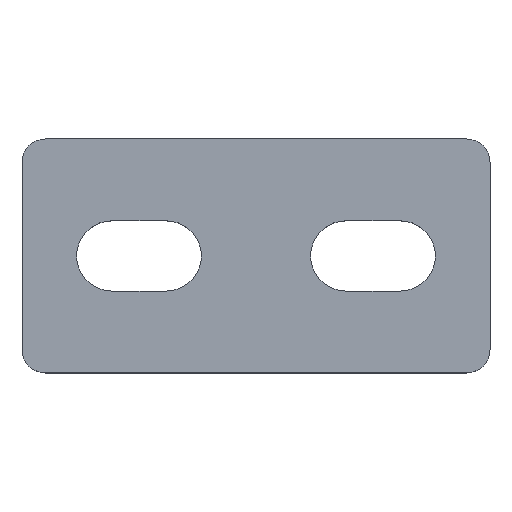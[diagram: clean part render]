
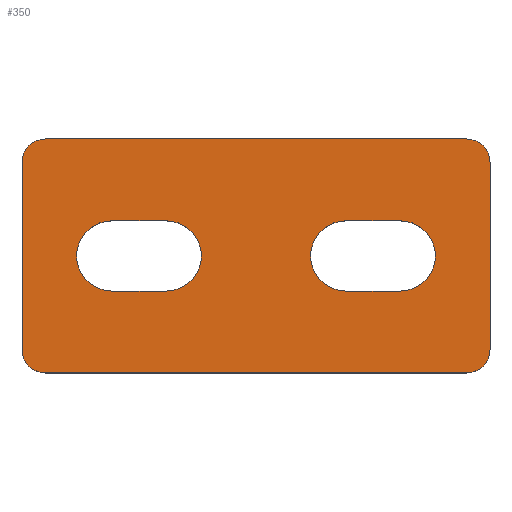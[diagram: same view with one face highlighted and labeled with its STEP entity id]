
A CAD part, top view. The second image highlights one B-rep face of the part: STEP entity #350.
In plain terms, the highlighted planar face has unit normal (0, 0, 1).
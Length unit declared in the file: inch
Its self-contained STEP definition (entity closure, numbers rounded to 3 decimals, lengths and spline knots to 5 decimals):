
#17=FACE_BOUND('',#67,.T.);
#18=FACE_BOUND('',#68,.T.);
#28=PLANE('',#406);
#46=FACE_OUTER_BOUND('',#66,.T.);
#66=EDGE_LOOP('',(#309,#310,#311,#312,#313,#314,#315,#316));
#67=EDGE_LOOP('',(#317,#318,#319,#320));
#68=EDGE_LOOP('',(#321,#322,#323,#324));
#73=LINE('',#524,#105);
#83=LINE('',#561,#115);
#89=LINE('',#579,#121);
#92=LINE('',#586,#124);
#95=LINE('',#595,#127);
#98=LINE('',#602,#130);
#99=LINE('',#604,#131);
#100=LINE('',#606,#132);
#105=VECTOR('',#421,2.12598);
#115=VECTOR('',#453,2.12598);
#121=VECTOR('',#473,0.27559);
#124=VECTOR('',#482,0.27559);
#127=VECTOR('',#491,0.27559);
#130=VECTOR('',#500,0.27559);
#131=VECTOR('',#503,0.94488);
#132=VECTOR('',#506,0.94488);
#133=CIRCLE('',#374,0.11811);
#142=CIRCLE('',#386,0.11811);
#143=CIRCLE('',#389,0.11811);
#144=CIRCLE('',#391,0.11811);
#145=CIRCLE('',#393,0.17717);
#146=CIRCLE('',#396,0.17717);
#147=CIRCLE('',#399,0.17717);
#148=CIRCLE('',#402,0.17717);
#149=VERTEX_POINT('',#511);
#150=VERTEX_POINT('',#512);
#154=VERTEX_POINT('',#522);
#168=VERTEX_POINT('',#554);
#169=VERTEX_POINT('',#555);
#170=VERTEX_POINT('',#560);
#171=VERTEX_POINT('',#564);
#172=VERTEX_POINT('',#568);
#173=VERTEX_POINT('',#572);
#174=VERTEX_POINT('',#573);
#175=VERTEX_POINT('',#578);
#176=VERTEX_POINT('',#582);
#177=VERTEX_POINT('',#588);
#178=VERTEX_POINT('',#589);
#179=VERTEX_POINT('',#594);
#180=VERTEX_POINT('',#598);
#181=EDGE_CURVE('',#149,#150,#133,.T.);
#187=EDGE_CURVE('',#154,#149,#73,.T.);
#202=EDGE_CURVE('',#168,#169,#142,.T.);
#205=EDGE_CURVE('',#169,#170,#83,.T.);
#207=EDGE_CURVE('',#170,#171,#143,.T.);
#209=EDGE_CURVE('',#172,#154,#144,.T.);
#211=EDGE_CURVE('',#173,#174,#145,.T.);
#214=EDGE_CURVE('',#174,#175,#89,.T.);
#216=EDGE_CURVE('',#175,#176,#146,.T.);
#218=EDGE_CURVE('',#176,#173,#92,.T.);
#219=EDGE_CURVE('',#177,#178,#147,.T.);
#222=EDGE_CURVE('',#178,#179,#95,.T.);
#224=EDGE_CURVE('',#179,#180,#148,.T.);
#226=EDGE_CURVE('',#180,#177,#98,.T.);
#227=EDGE_CURVE('',#171,#172,#99,.T.);
#228=EDGE_CURVE('',#150,#168,#100,.T.);
#309=ORIENTED_EDGE('',*,*,#181,.F.);
#310=ORIENTED_EDGE('',*,*,#187,.F.);
#311=ORIENTED_EDGE('',*,*,#209,.F.);
#312=ORIENTED_EDGE('',*,*,#227,.F.);
#313=ORIENTED_EDGE('',*,*,#207,.F.);
#314=ORIENTED_EDGE('',*,*,#205,.F.);
#315=ORIENTED_EDGE('',*,*,#202,.F.);
#316=ORIENTED_EDGE('',*,*,#228,.F.);
#317=ORIENTED_EDGE('',*,*,#211,.T.);
#318=ORIENTED_EDGE('',*,*,#214,.T.);
#319=ORIENTED_EDGE('',*,*,#216,.T.);
#320=ORIENTED_EDGE('',*,*,#218,.T.);
#321=ORIENTED_EDGE('',*,*,#219,.T.);
#322=ORIENTED_EDGE('',*,*,#222,.T.);
#323=ORIENTED_EDGE('',*,*,#224,.T.);
#324=ORIENTED_EDGE('',*,*,#226,.T.);
#350=ADVANCED_FACE('',(#46,#17,#18),#28,.T.);
#374=AXIS2_PLACEMENT_3D('',#513,#411,#412);
#386=AXIS2_PLACEMENT_3D('',#556,#447,#448);
#389=AXIS2_PLACEMENT_3D('',#565,#457,#458);
#391=AXIS2_PLACEMENT_3D('',#569,#462,#463);
#393=AXIS2_PLACEMENT_3D('',#574,#467,#468);
#396=AXIS2_PLACEMENT_3D('',#583,#477,#478);
#399=AXIS2_PLACEMENT_3D('',#590,#485,#486);
#402=AXIS2_PLACEMENT_3D('',#599,#495,#496);
#406=AXIS2_PLACEMENT_3D('',#607,#507,#508);
#411=DIRECTION('center_axis',(0.,0.,-1.));
#412=DIRECTION('ref_axis',(-0.707,-0.707,0.));
#421=DIRECTION('',(-1.,0.,0.));
#447=DIRECTION('center_axis',(0.,0.,-1.));
#448=DIRECTION('ref_axis',(-0.707,0.707,0.));
#453=DIRECTION('',(1.,0.,0.));
#457=DIRECTION('center_axis',(0.,0.,-1.));
#458=DIRECTION('ref_axis',(0.707,0.707,0.));
#462=DIRECTION('center_axis',(0.,0.,-1.));
#463=DIRECTION('ref_axis',(0.707,-0.707,0.));
#467=DIRECTION('center_axis',(0.,0.,-1.));
#468=DIRECTION('ref_axis',(0.,1.,0.));
#473=DIRECTION('',(-1.,0.,0.));
#477=DIRECTION('center_axis',(0.,0.,-1.));
#478=DIRECTION('ref_axis',(0.,-1.,0.));
#482=DIRECTION('',(1.,0.,0.));
#485=DIRECTION('center_axis',(0.,0.,-1.));
#486=DIRECTION('ref_axis',(0.,1.,0.));
#491=DIRECTION('',(-1.,0.,0.));
#495=DIRECTION('center_axis',(0.,0.,-1.));
#496=DIRECTION('ref_axis',(0.,-1.,0.));
#500=DIRECTION('',(1.,0.,0.));
#503=DIRECTION('',(0.,-1.,0.));
#506=DIRECTION('',(0.,1.,0.));
#507=DIRECTION('center_axis',(0.,0.,1.));
#508=DIRECTION('ref_axis',(1.,0.,0.));
#511=CARTESIAN_POINT('',(-1.06299,-0.59055,0.15748));
#512=CARTESIAN_POINT('',(-1.1811,-0.47244,0.15748));
#513=CARTESIAN_POINT('Origin',(-1.06299,-0.47244,0.15748));
#522=CARTESIAN_POINT('',(1.06299,-0.59055,0.15748));
#524=CARTESIAN_POINT('',(1.06299,-0.59055,0.15748));
#554=CARTESIAN_POINT('',(-1.1811,0.47244,0.15748));
#555=CARTESIAN_POINT('',(-1.06299,0.59055,0.15748));
#556=CARTESIAN_POINT('Origin',(-1.06299,0.47244,0.15748));
#560=CARTESIAN_POINT('',(1.06299,0.59055,0.15748));
#561=CARTESIAN_POINT('',(-1.06299,0.59055,0.15748));
#564=CARTESIAN_POINT('',(1.1811,0.47244,0.15748));
#565=CARTESIAN_POINT('Origin',(1.06299,0.47244,0.15748));
#568=CARTESIAN_POINT('',(1.1811,-0.47244,0.15748));
#569=CARTESIAN_POINT('Origin',(1.06299,-0.47244,0.15748));
#572=CARTESIAN_POINT('',(0.72835,0.17717,0.15748));
#573=CARTESIAN_POINT('',(0.72835,-0.17717,0.15748));
#574=CARTESIAN_POINT('Origin',(0.72835,0.,0.15748));
#578=CARTESIAN_POINT('',(0.45276,-0.17717,0.15748));
#579=CARTESIAN_POINT('',(0.72835,-0.17717,0.15748));
#582=CARTESIAN_POINT('',(0.45276,0.17717,0.15748));
#583=CARTESIAN_POINT('Origin',(0.45276,0.,0.15748));
#586=CARTESIAN_POINT('',(0.45276,0.17717,0.15748));
#588=CARTESIAN_POINT('',(-0.45276,0.17717,0.15748));
#589=CARTESIAN_POINT('',(-0.45276,-0.17717,0.15748));
#590=CARTESIAN_POINT('Origin',(-0.45276,0.,0.15748));
#594=CARTESIAN_POINT('',(-0.72835,-0.17717,0.15748));
#595=CARTESIAN_POINT('',(-0.45276,-0.17717,0.15748));
#598=CARTESIAN_POINT('',(-0.72835,0.17717,0.15748));
#599=CARTESIAN_POINT('Origin',(-0.72835,0.,0.15748));
#602=CARTESIAN_POINT('',(-0.72835,0.17717,0.15748));
#604=CARTESIAN_POINT('',(1.1811,0.47244,0.15748));
#606=CARTESIAN_POINT('',(-1.1811,-0.47244,0.15748));
#607=CARTESIAN_POINT('Origin',(0.,0.,0.15748));
